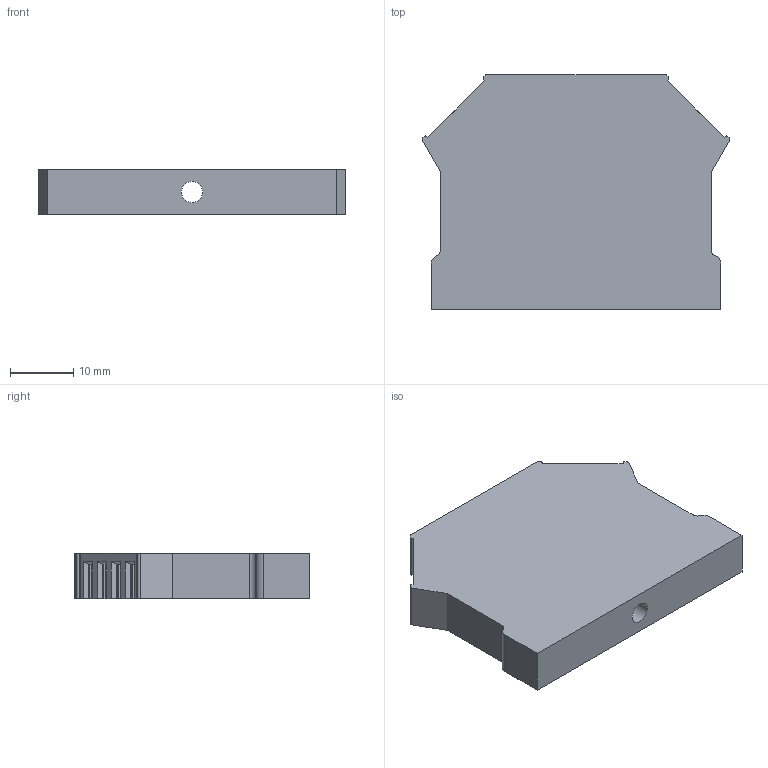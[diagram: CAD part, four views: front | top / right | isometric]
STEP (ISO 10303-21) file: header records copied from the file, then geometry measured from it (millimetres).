
FILE_DESCRIPTION(/* description */ (''),/* implementation_level */ '2;1');
FILE_NAME(/* name */ '2180_EH4_iso.stp',/* time_stamp */ '2011-07-27T08:16:59+02:00',/* author */ (''),/* organization */ (''),/* preprocessor_version */ 'ST-DEVELOPER v11',/* originating_system */ 'SIEMENS UGS NX 6.0',/* authorisation */ '');
FILE_SCHEMA (('CONFIG_CONTROL_DESIGN'));
Length unit declared in the file: millimetre
Products named in the file (1): 2180_EH4_iso
Bounding box: 48.57 x 37.05 x 7.11 mm (x, y, z)
Volume: 10633.7 mm3; surface area: 4859.1 mm2
Topology: 1 solids, 1 shells, 137 faces, 389 edges, 254 vertices
Faces by surface type: plane 108, cylinder 29
Full cylindrical faces by diameter (mm): 3.349 x1
Entity records: 4602 total; most frequent: CARTESIAN_POINT 1152, ORIENTED_EDGE 776, DIRECTION 598, EDGE_CURVE 388, VERTEX_POINT 254, LINE 206, VECTOR 206, AXIS2_PLACEMENT_3D 196
